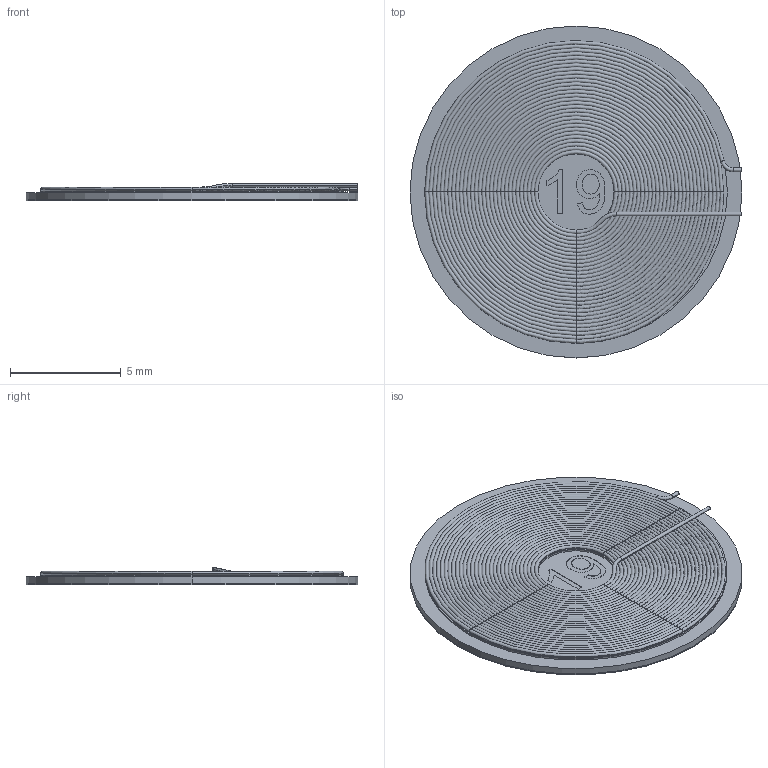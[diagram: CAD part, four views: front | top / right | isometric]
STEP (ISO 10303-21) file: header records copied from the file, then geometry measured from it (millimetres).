
FILE_DESCRIPTION (( 'STEP AP214' ), '1' );
FILE_NAME ('760308101219.STEP', '2020-09-26T22:26:24', ( '' ), ( '' ), 'SwSTEP 2.0', 'SolidWorks 2020', '' );
FILE_SCHEMA (( 'AUTOMOTIVE_DESIGN' ));
Length unit declared in the file: millimetre
Products named in the file (1): 760308101219
Bounding box: 15 x 15 x 0.77 mm (x, y, z)
Volume: 91.1 mm3; surface area: 1434.6 mm2
Topology: 4 solids, 4 shells, 217 faces, 441 edges, 233 vertices
Faces by surface type: torus 122, bspline 66, plane 17, cylinder 12
Entity records: 12840 total; most frequent: CARTESIAN_POINT 6097, DIRECTION 980, ORIENTED_EDGE 882, AXIS2_PLACEMENT_3D 478, EDGE_CURVE 441, CIRCLE 326, VERTEX_POINT 233, EDGE_LOOP 224
